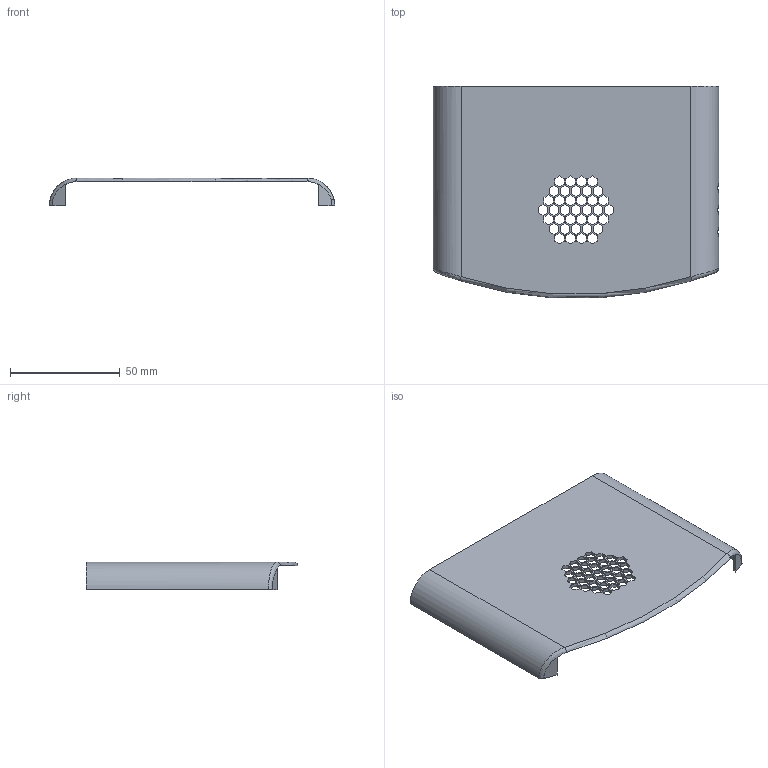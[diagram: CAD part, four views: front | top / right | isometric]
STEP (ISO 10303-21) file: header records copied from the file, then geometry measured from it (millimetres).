
FILE_DESCRIPTION(/* description */ ('STEP AP242','CAx-IF Rec.Pracs.---Representation and Presentation of Product Manufacturing Information (PMI)---4.0---2014-10-13','CAx-IF Rec.Pracs.---3D Tessellated Geometry---0.4---2014-09-14','2;1'),/* implementation_level */ '2;1');
FILE_NAME(/* name */ '67b3d2ef9b9a8e3744e04e3f',/* time_stamp */ '2025-02-18T00:23:12Z',/* author */ (''),/* organization */ (''),/* preprocessor_version */ 'ST-DEVELOPER v20',/* originating_system */ 'ONSHAPE BY PTC INC, 1.193',/* authorisation */ ' ');
FILE_SCHEMA (('AP242_MANAGED_MODEL_BASED_3D_ENGINEERING_MIM_LF { 1 0 10303 442 1 1 4 }'));
Length unit declared in the file: metre
Products named in the file (1): Shell
Bounding box: 130.18 x 96.65 x 12.7 mm (x, y, z)
Volume: 19776.7 mm3; surface area: 26706.9 mm2
Topology: 1 solids, 1 shells, 255 faces, 755 edges, 502 vertices
Faces by surface type: plane 238, cylinder 13, bspline 3, torus 1
Entity records: 8644 total; most frequent: CARTESIAN_POINT 1676, ORIENTED_EDGE 1510, DIRECTION 1266, EDGE_CURVE 755, LINE 712, VECTOR 712, VERTEX_POINT 502, EDGE_LOOP 329
